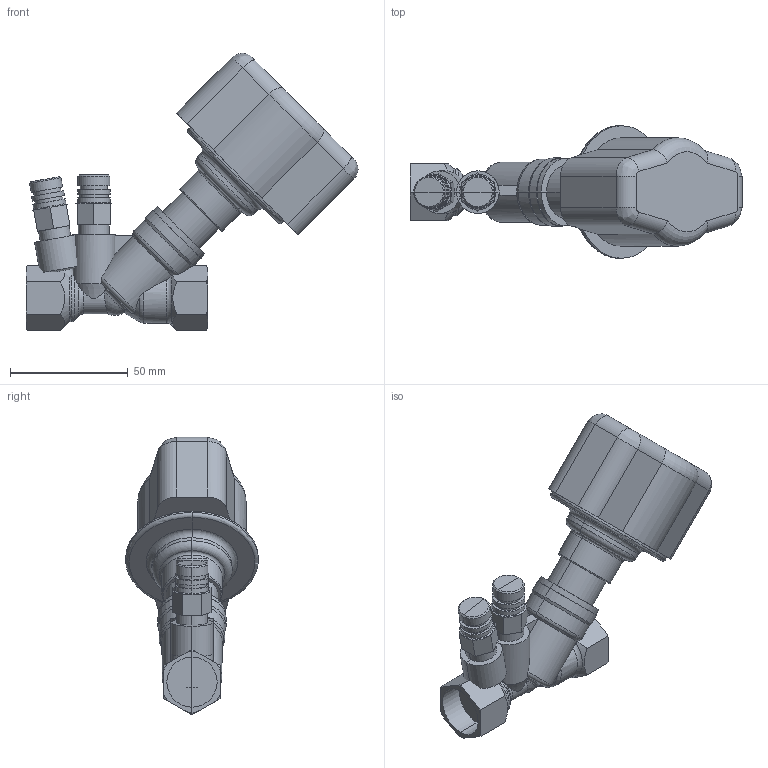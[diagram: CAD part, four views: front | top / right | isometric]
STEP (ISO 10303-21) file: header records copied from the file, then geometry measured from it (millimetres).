
FILE_DESCRIPTION(/* description */ (''),/* implementation_level */ '2;1');
FILE_NAME(/* name */ '130400 (STP).stp',/* time_stamp */ '2017-09-11T11:20:35+02:00',/* author */ ('UFFTEC'),/* organization */ (''),/* preprocessor_version */ 'ST-DEVELOPER v15.2',/* originating_system */ 'Autodesk Inventor 2014',/* authorisation */ '');
FILE_SCHEMA (('AUTOMOTIVE_DESIGN { 1 0 10303 214 3 1 1 }'));
Length unit declared in the file: millimetre
Products named in the file (4): Parte29; Parte31; Parte33; Assieme5
Bounding box: 140.83 x 56.3 x 117.69 mm (x, y, z)
Volume: 178287.8 mm3; surface area: 31971.8 mm2
Topology: 4 solids, 4 shells, 262 faces, 630 edges, 378 vertices
Faces by surface type: plane 116, cylinder 66, cone 42, torus 32, bspline 4, sphere 2
Entity records: 8228 total; most frequent: CARTESIAN_POINT 2441, ORIENTED_EDGE 1260, DIRECTION 1122, EDGE_CURVE 630, AXIS2_PLACEMENT_3D 436, VERTEX_POINT 378, EDGE_LOOP 264, FACE_OUTER_BOUND 262
